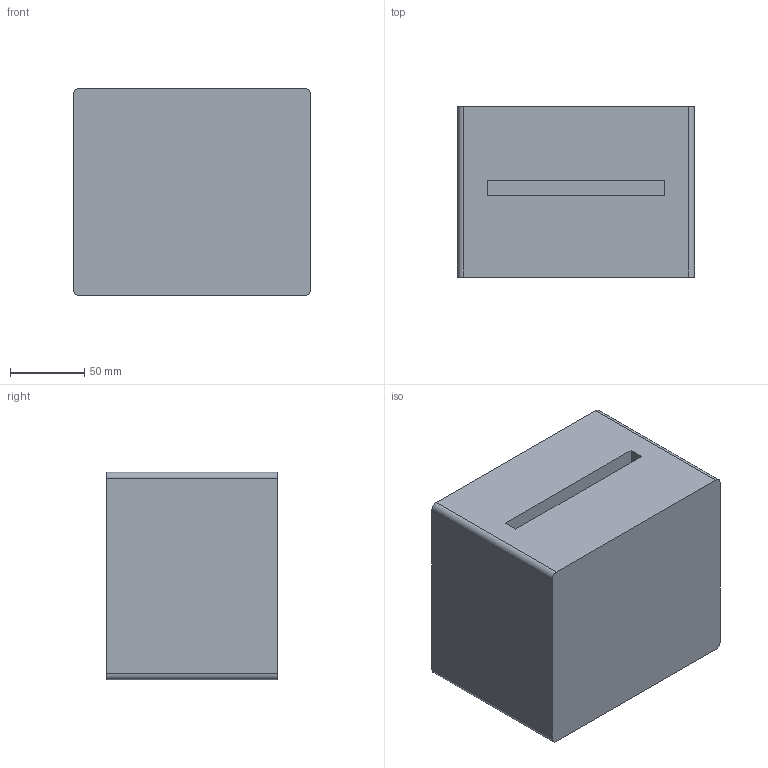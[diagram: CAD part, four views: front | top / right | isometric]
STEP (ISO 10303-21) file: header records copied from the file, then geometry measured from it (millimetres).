
FILE_DESCRIPTION (( 'STEP AP203' ), '1' );
FILE_NAME ('BOX_LID_SOLIDWORKS_FEA.STEP', '2024-06-12T02:38:54', ( '' ), ( '' ), 'SwSTEP 2.0', 'SolidWorks 2022', '' );
FILE_SCHEMA (( 'CONFIG_CONTROL_DESIGN' ));
Length unit declared in the file: millimetre
Products named in the file (1): BOX_LID_SOLIDWORKS_FEA
Bounding box: 160 x 115 x 140 mm (x, y, z)
Volume: 2047131.9 mm3; surface area: 162381.1 mm2
Topology: 1 solids, 1 shells, 37 faces, 84 edges, 56 vertices
Faces by surface type: plane 19, cylinder 18
Entity records: 1135 total; most frequent: DIRECTION 196, CARTESIAN_POINT 178, ORIENTED_EDGE 168, EDGE_CURVE 84, AXIS2_PLACEMENT_3D 74, VERTEX_POINT 56, VECTOR 48, LINE 48
